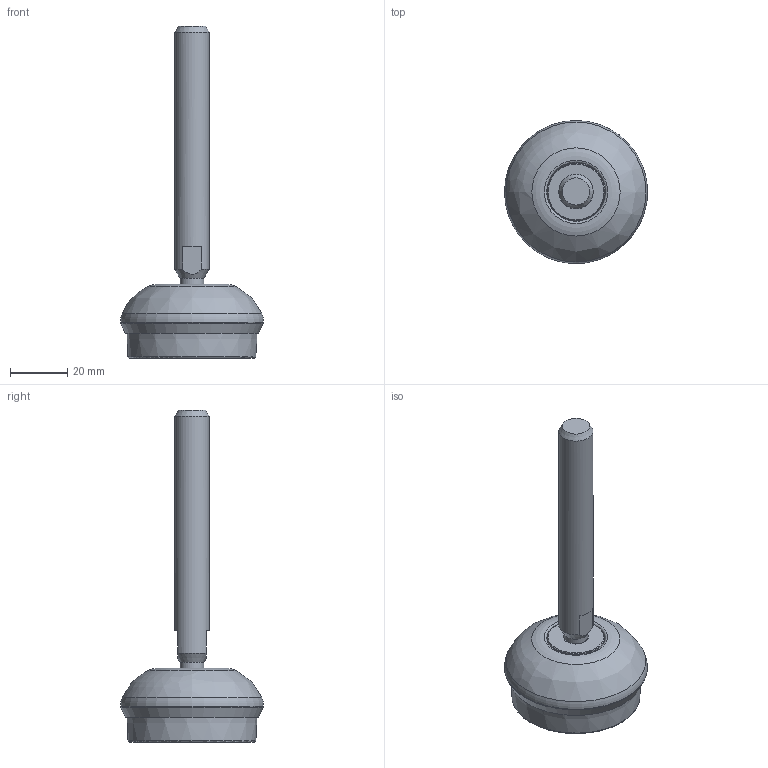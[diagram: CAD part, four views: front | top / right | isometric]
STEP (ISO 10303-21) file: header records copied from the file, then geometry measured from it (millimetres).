
FILE_DESCRIPTION(/* description */ ('STEP AP214'),/* implementation_level */ '2;1');
FILE_NAME(/* name */ 'P055SM12X116.stp',/* time_stamp */ '2022-07-12T10:58:55+02:00',/* author */ ('stefan.nesic'),/* organization */ (' '),/* preprocessor_version */ 'ST-DEVELOPER v18.1',/* originating_system */ 'Autodesk Inventor 2021',/* authorisation */ ' ');
FILE_SCHEMA (('CONFIG_CONTROL_DESIGN'));
Length unit declared in the file: millimetre
Products named in the file (3): P055SM12X116; 113_83795; Component2
Assembly tree (2 placements, depth 2):
  P055SM12X116
    113_83795
    Component2
Bounding box: 49.99 x 49.99 x 116 mm (x, y, z)
Volume: 49581.7 mm3; surface area: 12474.9 mm2
Topology: 2 solids, 2 shells, 45 faces, 100 edges, 64 vertices
Faces by surface type: plane 13, torus 13, cone 11, cylinder 4, sphere 2, bspline 2
Full cylindrical faces by diameter (mm): 8.3 x1, 12 x1, 20.5 x1, 21.5 x1
Entity records: 1713 total; most frequent: CARTESIAN_POINT 555, DIRECTION 257, ORIENTED_EDGE 196, AXIS2_PLACEMENT_3D 118, EDGE_CURVE 98, CIRCLE 70, VERTEX_POINT 64, EDGE_LOOP 52
